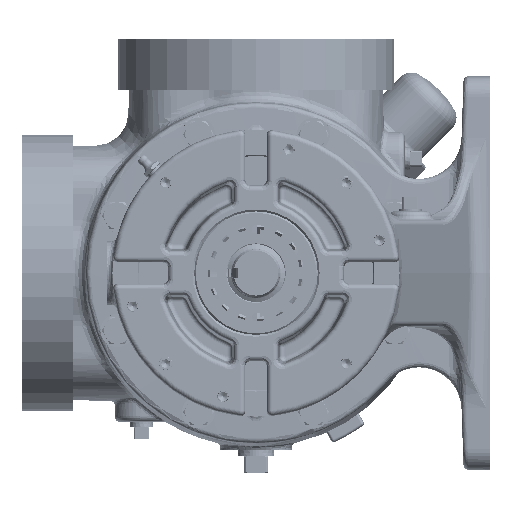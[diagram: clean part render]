
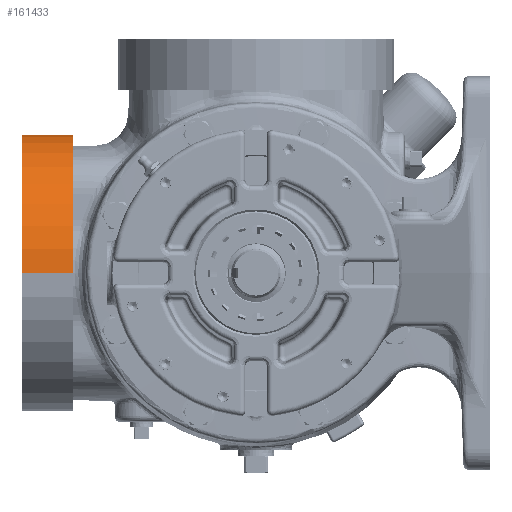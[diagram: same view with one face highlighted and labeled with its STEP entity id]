
A CAD part, left-side view. The second image highlights one B-rep face of the part: STEP entity #161433.
In plain terms, the highlighted cylindrical face has radius 82.55 mm (diameter 165.1 mm), a partial arc.
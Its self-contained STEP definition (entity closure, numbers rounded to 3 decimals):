
#30277 = VERTEX_POINT ( 'NONE', #34122 ) ;
#34122 = CARTESIAN_POINT ( 'NONE',  ( -11.938, 139.7, 0. ) ) ;
#42257 = ORIENTED_EDGE ( 'NONE', *, *, #64412, .F. ) ;
#43080 = DIRECTION ( 'NONE',  ( 0., -1., 0. ) ) ;
#44417 = LINE ( 'NONE', #267722, #229602 ) ;
#50257 = EDGE_LOOP ( 'NONE', ( #81554, #261338, #176564, #42257 ) ) ;
#54159 = CARTESIAN_POINT ( 'NONE',  ( 153.162, 139.7, 0. ) ) ;
#64412 = EDGE_CURVE ( 'NONE', #211279, #247033, #182619, .T. ) ;
#71878 = DIRECTION ( 'NONE',  ( -1., 0., 0. ) ) ;
#81554 = ORIENTED_EDGE ( 'NONE', *, *, #179374, .F. ) ;
#83579 = CARTESIAN_POINT ( 'NONE',  ( -11.938, 96.962, 0. ) ) ;
#85627 = DIRECTION ( 'NONE',  ( 0., -1., 0. ) ) ;
#87424 = CARTESIAN_POINT ( 'NONE',  ( 70.612, 96.962, 0. ) ) ;
#94861 = DIRECTION ( 'NONE',  ( 0., -1., 0. ) ) ;
#95479 = EDGE_CURVE ( 'NONE', #176834, #30277, #267390, .T. ) ;
#115142 = CARTESIAN_POINT ( 'NONE',  ( 70.612, 109.474, 0. ) ) ;
#125344 = FACE_OUTER_BOUND ( 'NONE', #50257, .T. ) ;
#144454 = DIRECTION ( 'NONE',  ( 0., -1., 0. ) ) ;
#148311 = DIRECTION ( 'NONE',  ( 0., -1., 0. ) ) ;
#150722 = AXIS2_PLACEMENT_3D ( 'NONE', #166825, #85627, #189766 ) ;
#161433 = ADVANCED_FACE ( 'Defeatured_0_4973', ( #125344 ), #169950, .T. ) ;
#166825 = CARTESIAN_POINT ( 'NONE',  ( 70.612, 139.7, 0. ) ) ;
#169950 = CYLINDRICAL_SURFACE ( 'NONE', #184713, 82.55 ) ;
#170106 = LINE ( 'NONE', #83579, #262156 ) ;
#176564 = ORIENTED_EDGE ( 'NONE', *, *, #234410, .T. ) ;
#176834 = VERTEX_POINT ( 'NONE', #54159 ) ;
#179374 = EDGE_CURVE ( 'NONE', #176834, #211279, #44417, .T. ) ;
#182619 = CIRCLE ( 'NONE', #243223, 82.55 ) ;
#184713 = AXIS2_PLACEMENT_3D ( 'NONE', #87424, #148311, #226819 ) ;
#189766 = DIRECTION ( 'NONE',  ( -1., 0., 0. ) ) ;
#193172 = CARTESIAN_POINT ( 'NONE',  ( 153.162, 109.474, 0. ) ) ;
#211279 = VERTEX_POINT ( 'NONE', #193172 ) ;
#226819 = DIRECTION ( 'NONE',  ( -1., 0., 0. ) ) ;
#229602 = VECTOR ( 'NONE', #43080, 1000. ) ;
#234410 = EDGE_CURVE ( 'NONE', #30277, #247033, #170106, .T. ) ;
#243223 = AXIS2_PLACEMENT_3D ( 'NONE', #115142, #94861, #71878 ) ;
#247033 = VERTEX_POINT ( 'NONE', #261896 ) ;
#261338 = ORIENTED_EDGE ( 'NONE', *, *, #95479, .T. ) ;
#261896 = CARTESIAN_POINT ( 'NONE',  ( -11.938, 109.474, 0. ) ) ;
#262156 = VECTOR ( 'NONE', #144454, 1000. ) ;
#267390 = CIRCLE ( 'NONE', #150722, 82.55 ) ;
#267722 = CARTESIAN_POINT ( 'NONE',  ( 153.162, 96.962, 0. ) ) ;
